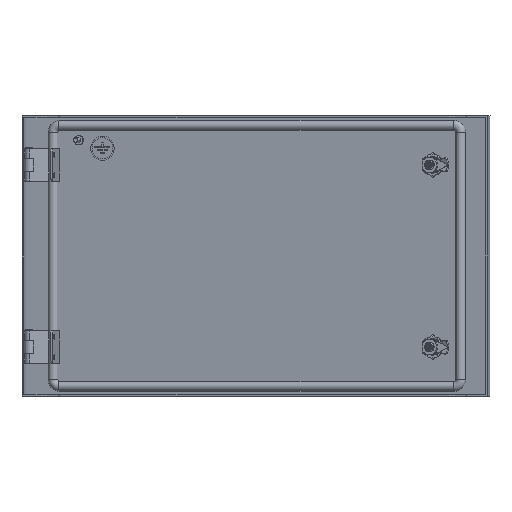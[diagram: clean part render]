
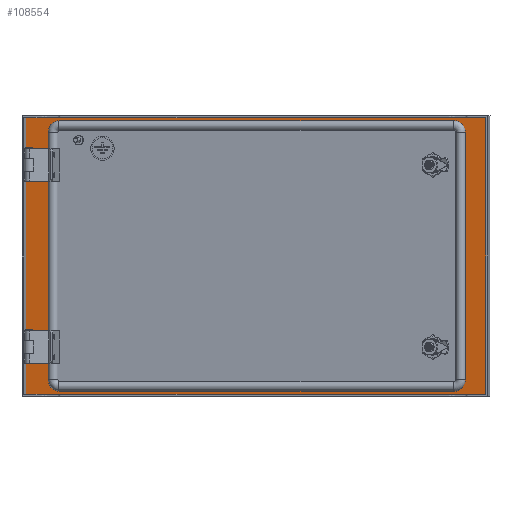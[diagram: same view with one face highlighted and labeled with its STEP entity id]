
A CAD part, left-side view. The second image highlights one B-rep face of the part: STEP entity #108554.
In plain terms, the highlighted planar face has unit normal (-0.966, 0.259, 0).
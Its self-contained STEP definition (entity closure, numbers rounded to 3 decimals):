
#1114 = EDGE_CURVE ( 'NONE', #50561, #99523, #48490, .T. ) ;
#1497 = CARTESIAN_POINT ( 'NONE',  ( -153.521, -559.14, -142. ) ) ;
#1594 = CARTESIAN_POINT ( 'NONE',  ( -22.94, -71.314, 178. ) ) ;
#1944 = CARTESIAN_POINT ( 'NONE',  ( -164.64, -600.677, 25. ) ) ;
#2845 = LINE ( 'NONE', #94345, #33523 ) ;
#3841 = EDGE_CURVE ( 'NONE', #100046, #39650, #75300, .T. ) ;
#8611 = DIRECTION ( 'NONE',  ( 0., 0., -1. ) ) ;
#11800 = VERTEX_POINT ( 'NONE', #13334 ) ;
#12309 = ORIENTED_EDGE ( 'NONE', *, *, #83282, .T. ) ;
#13334 = CARTESIAN_POINT ( 'NONE',  ( -164.64, -600.677, 196. ) ) ;
#14682 = DIRECTION ( 'NONE',  ( -0.259, -0.966, 0. ) ) ;
#15281 = EDGE_CURVE ( 'NONE', #40045, #80337, #72855, .T. ) ;
#15523 = EDGE_LOOP ( 'NONE', ( #77617, #77559, #76934, #25054 ) ) ;
#15906 = ORIENTED_EDGE ( 'NONE', *, *, #54894, .F. ) ;
#16679 = FACE_BOUND ( 'NONE', #47728, .T. ) ;
#20765 = DIRECTION ( 'NONE',  ( -0.966, 0.259, 0. ) ) ;
#21310 = VECTOR ( 'NONE', #84879, 1000. ) ;
#22364 = VECTOR ( 'NONE', #28475, 1000. ) ;
#22483 = CARTESIAN_POINT ( 'NONE',  ( -19.32, -57.791, 25. ) ) ;
#22665 = CARTESIAN_POINT ( 'NONE',  ( -22.94, -71.314, -128. ) ) ;
#25054 = ORIENTED_EDGE ( 'NONE', *, *, #38831, .T. ) ;
#25169 = VERTEX_POINT ( 'NONE', #1497 ) ;
#26037 = LINE ( 'NONE', #43264, #87254 ) ;
#27123 = CARTESIAN_POINT ( 'NONE',  ( -88.23, -315.227, -146. ) ) ;
#28288 = DIRECTION ( 'NONE',  ( -0.259, -0.966, 0. ) ) ;
#28475 = DIRECTION ( 'NONE',  ( 0., 0., 1. ) ) ;
#29953 = VECTOR ( 'NONE', #96888, 1000. ) ;
#31886 = DIRECTION ( 'NONE',  ( 0., 0., 1. ) ) ;
#32739 = FACE_OUTER_BOUND ( 'NONE', #15523, .T. ) ;
#33358 = VERTEX_POINT ( 'NONE', #88374 ) ;
#33523 = VECTOR ( 'NONE', #28288, 1000. ) ;
#33640 = ORIENTED_EDGE ( 'NONE', *, *, #36880, .T. ) ;
#34241 = DIRECTION ( 'NONE',  ( -0.966, 0.259, 0. ) ) ;
#34327 = CIRCLE ( 'NONE', #43294, 0.5 ) ;
#34918 = DIRECTION ( 'NONE',  ( 0.966, -0.259, 0. ) ) ;
#35660 = AXIS2_PLACEMENT_3D ( 'NONE', #63026, #39594, #14682 ) ;
#36600 = CARTESIAN_POINT ( 'NONE',  ( -153.521, -559.14, 178. ) ) ;
#36880 = EDGE_CURVE ( 'NONE', #102812, #33358, #38602, .T. ) ;
#36926 = VECTOR ( 'NONE', #87309, 1000. ) ;
#37352 = VERTEX_POINT ( 'NONE', #105745 ) ;
#38602 = LINE ( 'NONE', #88593, #29953 ) ;
#38831 = EDGE_CURVE ( 'NONE', #11800, #40986, #104441, .T. ) ;
#39594 = DIRECTION ( 'NONE',  ( -0.966, 0.259, 0. ) ) ;
#39650 = VERTEX_POINT ( 'NONE', #83709 ) ;
#40045 = VERTEX_POINT ( 'NONE', #44749 ) ;
#40986 = VERTEX_POINT ( 'NONE', #104045 ) ;
#41778 = CIRCLE ( 'NONE', #68390, 14. ) ;
#41953 = ORIENTED_EDGE ( 'NONE', *, *, #1114, .F. ) ;
#42051 = EDGE_CURVE ( 'NONE', #33358, #40045, #41778, .T. ) ;
#42689 = LINE ( 'NONE', #27123, #21310 ) ;
#43012 = CARTESIAN_POINT ( 'NONE',  ( -15.829, -44.75, 137.5 ) ) ;
#43264 = CARTESIAN_POINT ( 'NONE',  ( -11.821, -29.777, 25. ) ) ;
#43294 = AXIS2_PLACEMENT_3D ( 'NONE', #85881, #34241, #51488 ) ;
#43327 = ORIENTED_EDGE ( 'NONE', *, *, #67957, .F. ) ;
#44307 = VERTEX_POINT ( 'NONE', #86587 ) ;
#44743 = CIRCLE ( 'NONE', #106688, 0.5 ) ;
#44749 = CARTESIAN_POINT ( 'NONE',  ( -157.141, -572.664, 178. ) ) ;
#45032 = ORIENTED_EDGE ( 'NONE', *, *, #42051, .T. ) ;
#47455 = EDGE_LOOP ( 'NONE', ( #66041, #12309, #108438, #33640, #45032, #49803, #43327, #98398 ) ) ;
#47539 = EDGE_CURVE ( 'NONE', #44307, #11800, #85122, .T. ) ;
#47728 = EDGE_LOOP ( 'NONE', ( #59021, #41953 ) ) ;
#48203 = DIRECTION ( 'NONE',  ( -0.966, 0.259, 0. ) ) ;
#48490 = CIRCLE ( 'NONE', #96353, 0.5 ) ;
#49428 = PLANE ( 'NONE',  #86809 ) ;
#49803 = ORIENTED_EDGE ( 'NONE', *, *, #15281, .T. ) ;
#50307 = CARTESIAN_POINT ( 'NONE',  ( -15.829, -44.75, -87.5 ) ) ;
#50561 = VERTEX_POINT ( 'NONE', #43012 ) ;
#51488 = DIRECTION ( 'NONE',  ( -0.259, -0.966, 0. ) ) ;
#52239 = DIRECTION ( 'NONE',  ( -0.966, 0.259, 0. ) ) ;
#52808 = CARTESIAN_POINT ( 'NONE',  ( -11.821, -29.777, -146. ) ) ;
#53457 = VERTEX_POINT ( 'NONE', #52808 ) ;
#54022 = CARTESIAN_POINT ( 'NONE',  ( -16.087, -45.716, 137.5 ) ) ;
#54894 = EDGE_CURVE ( 'NONE', #100210, #68545, #34327, .T. ) ;
#55067 = CARTESIAN_POINT ( 'NONE',  ( -88.23, -315.227, 196. ) ) ;
#55729 = AXIS2_PLACEMENT_3D ( 'NONE', #1594, #87540, #77016 ) ;
#55977 = CIRCLE ( 'NONE', #55729, 14. ) ;
#56555 = DIRECTION ( 'NONE',  ( 0.259, 0.966, 0. ) ) ;
#58254 = EDGE_CURVE ( 'NONE', #37352, #102812, #55977, .T. ) ;
#58329 = FACE_BOUND ( 'NONE', #47455, .T. ) ;
#59021 = ORIENTED_EDGE ( 'NONE', *, *, #87485, .F. ) ;
#61046 = DIRECTION ( 'NONE',  ( 0., 0., 1. ) ) ;
#62429 = AXIS2_PLACEMENT_3D ( 'NONE', #91816, #68529, #8611 ) ;
#63026 = CARTESIAN_POINT ( 'NONE',  ( -15.958, -45.233, -87.5 ) ) ;
#63533 = CARTESIAN_POINT ( 'NONE',  ( -15.958, -45.233, 137.5 ) ) ;
#66041 = ORIENTED_EDGE ( 'NONE', *, *, #3841, .F. ) ;
#67957 = EDGE_CURVE ( 'NONE', #25169, #80337, #83593, .T. ) ;
#68390 = AXIS2_PLACEMENT_3D ( 'NONE', #36600, #34918, #61046 ) ;
#68529 = DIRECTION ( 'NONE',  ( -0.966, 0.259, 0. ) ) ;
#68545 = VERTEX_POINT ( 'NONE', #95538 ) ;
#68968 = EDGE_CURVE ( 'NONE', #40986, #53457, #26037, .T. ) ;
#70588 = DIRECTION ( 'NONE',  ( -0.259, -0.966, 0. ) ) ;
#70751 = CARTESIAN_POINT ( 'NONE',  ( -22.94, -71.314, 192. ) ) ;
#72855 = LINE ( 'NONE', #106613, #36926 ) ;
#75300 = CIRCLE ( 'NONE', #93101, 14. ) ;
#75511 = CARTESIAN_POINT ( 'NONE',  ( -88.23, -315.227, 25. ) ) ;
#76594 = DIRECTION ( 'NONE',  ( 0., 0., -1. ) ) ;
#76934 = ORIENTED_EDGE ( 'NONE', *, *, #47539, .T. ) ;
#77016 = DIRECTION ( 'NONE',  ( 0.259, 0.966, 0. ) ) ;
#77559 = ORIENTED_EDGE ( 'NONE', *, *, #78945, .T. ) ;
#77617 = ORIENTED_EDGE ( 'NONE', *, *, #68968, .T. ) ;
#78945 = EDGE_CURVE ( 'NONE', #53457, #44307, #42689, .T. ) ;
#80163 = DIRECTION ( 'NONE',  ( -0.259, -0.966, 0. ) ) ;
#80337 = VERTEX_POINT ( 'NONE', #104864 ) ;
#80970 = EDGE_CURVE ( 'NONE', #68545, #100210, #83595, .T. ) ;
#82273 = VECTOR ( 'NONE', #31886, 1000. ) ;
#83282 = EDGE_CURVE ( 'NONE', #100046, #37352, #91838, .T. ) ;
#83593 = CIRCLE ( 'NONE', #62429, 14. ) ;
#83595 = CIRCLE ( 'NONE', #35660, 0.5 ) ;
#83709 = CARTESIAN_POINT ( 'NONE',  ( -22.94, -71.314, -142. ) ) ;
#83824 = FACE_BOUND ( 'NONE', #108369, .T. ) ;
#84567 = ORIENTED_EDGE ( 'NONE', *, *, #80970, .F. ) ;
#84879 = DIRECTION ( 'NONE',  ( -0.259, -0.966, 0. ) ) ;
#84919 = DIRECTION ( 'NONE',  ( 0.259, 0.966, 0. ) ) ;
#85122 = LINE ( 'NONE', #1944, #22364 ) ;
#85881 = CARTESIAN_POINT ( 'NONE',  ( -15.958, -45.233, -87.5 ) ) ;
#86587 = CARTESIAN_POINT ( 'NONE',  ( -164.64, -600.677, -146. ) ) ;
#86809 = AXIS2_PLACEMENT_3D ( 'NONE', #75511, #92687, #84919 ) ;
#87254 = VECTOR ( 'NONE', #76594, 1000. ) ;
#87309 = DIRECTION ( 'NONE',  ( 0., 0., -1. ) ) ;
#87485 = EDGE_CURVE ( 'NONE', #99523, #50561, #44743, .T. ) ;
#87540 = DIRECTION ( 'NONE',  ( 0.966, -0.259, 0. ) ) ;
#88374 = CARTESIAN_POINT ( 'NONE',  ( -153.521, -559.14, 192. ) ) ;
#88386 = VECTOR ( 'NONE', #88904, 1000. ) ;
#88593 = CARTESIAN_POINT ( 'NONE',  ( -22.94, -71.314, 192. ) ) ;
#88904 = DIRECTION ( 'NONE',  ( 0.259, 0.966, 0. ) ) ;
#91527 = CARTESIAN_POINT ( 'NONE',  ( -19.32, -57.791, -128. ) ) ;
#91816 = CARTESIAN_POINT ( 'NONE',  ( -153.521, -559.14, -128. ) ) ;
#91838 = LINE ( 'NONE', #22483, #82273 ) ;
#92687 = DIRECTION ( 'NONE',  ( 0.966, -0.259, 0. ) ) ;
#93101 = AXIS2_PLACEMENT_3D ( 'NONE', #22665, #48203, #56555 ) ;
#94345 = CARTESIAN_POINT ( 'NONE',  ( -22.94, -71.314, -142. ) ) ;
#95538 = CARTESIAN_POINT ( 'NONE',  ( -16.087, -45.716, -87.5 ) ) ;
#96353 = AXIS2_PLACEMENT_3D ( 'NONE', #63533, #20765, #80163 ) ;
#96888 = DIRECTION ( 'NONE',  ( -0.259, -0.966, 0. ) ) ;
#98398 = ORIENTED_EDGE ( 'NONE', *, *, #108748, .F. ) ;
#99523 = VERTEX_POINT ( 'NONE', #54022 ) ;
#100046 = VERTEX_POINT ( 'NONE', #91527 ) ;
#100210 = VERTEX_POINT ( 'NONE', #50307 ) ;
#102812 = VERTEX_POINT ( 'NONE', #70751 ) ;
#104045 = CARTESIAN_POINT ( 'NONE',  ( -11.821, -29.777, 196. ) ) ;
#104441 = LINE ( 'NONE', #55067, #88386 ) ;
#104864 = CARTESIAN_POINT ( 'NONE',  ( -157.141, -572.664, -128. ) ) ;
#105428 = CARTESIAN_POINT ( 'NONE',  ( -15.958, -45.233, 137.5 ) ) ;
#105745 = CARTESIAN_POINT ( 'NONE',  ( -19.32, -57.791, 178. ) ) ;
#106613 = CARTESIAN_POINT ( 'NONE',  ( -157.141, -572.664, 178. ) ) ;
#106688 = AXIS2_PLACEMENT_3D ( 'NONE', #105428, #52239, #70588 ) ;
#108369 = EDGE_LOOP ( 'NONE', ( #84567, #15906 ) ) ;
#108438 = ORIENTED_EDGE ( 'NONE', *, *, #58254, .T. ) ;
#108554 = ADVANCED_FACE ( 'NONE', ( #32739, #16679, #83824, #58329 ), #49428, .F. ) ;
#108748 = EDGE_CURVE ( 'NONE', #39650, #25169, #2845, .T. ) ;
